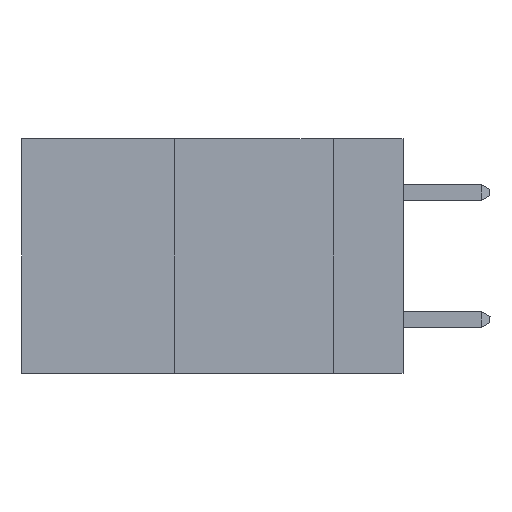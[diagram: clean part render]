
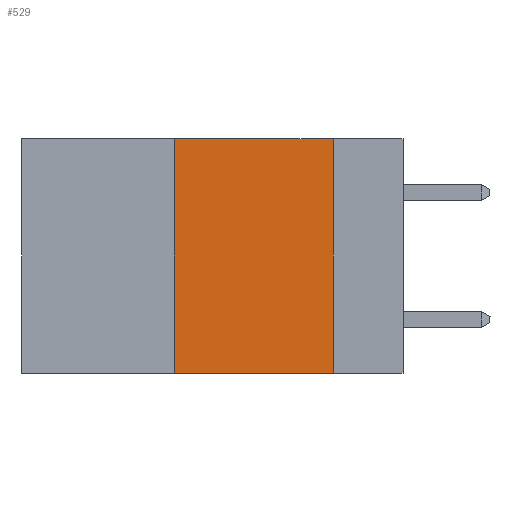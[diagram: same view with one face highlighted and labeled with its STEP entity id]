
A CAD part, left-side view. The second image highlights one B-rep face of the part: STEP entity #529.
In plain terms, the highlighted planar face has unit normal (-1, 0, 0).
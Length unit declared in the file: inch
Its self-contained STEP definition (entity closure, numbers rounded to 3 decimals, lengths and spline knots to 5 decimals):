
#529 = ADVANCED_FACE ( 'NONE', ( #9885 ), #1174, .F. ) ;
#884 = CARTESIAN_POINT ( 'NONE',  ( 0., 0.6, -0.37 ) ) ;
#1174 = PLANE ( 'NONE',  #6872 ) ;
#2162 = LINE ( 'NONE', #10574, #22160 ) ;
#2923 = EDGE_LOOP ( 'NONE', ( #4376, #10753, #4224, #5093 ) ) ;
#3214 = CARTESIAN_POINT ( 'NONE',  ( 0., 0.36, -0.37 ) ) ;
#4110 = VERTEX_POINT ( 'NONE', #18654 ) ;
#4224 = ORIENTED_EDGE ( 'NONE', *, *, #20757, .F. ) ;
#4376 = ORIENTED_EDGE ( 'NONE', *, *, #22242, .F. ) ;
#5093 = ORIENTED_EDGE ( 'NONE', *, *, #13666, .T. ) ;
#6315 = DIRECTION ( 'NONE',  ( 1., 0., 0. ) ) ;
#6872 = AXIS2_PLACEMENT_3D ( 'NONE', #18583, #6315, #9939 ) ;
#8827 = LINE ( 'NONE', #15777, #15396 ) ;
#9146 = LINE ( 'NONE', #884, #22564 ) ;
#9717 = LINE ( 'NONE', #18120, #17890 ) ;
#9885 = FACE_OUTER_BOUND ( 'NONE', #2923, .T. ) ;
#9939 = DIRECTION ( 'NONE',  ( 0., 0., -1. ) ) ;
#10574 = CARTESIAN_POINT ( 'NONE',  ( 0., 0.36, 0. ) ) ;
#10753 = ORIENTED_EDGE ( 'NONE', *, *, #17756, .F. ) ;
#11662 = VERTEX_POINT ( 'NONE', #14612 ) ;
#12223 = CARTESIAN_POINT ( 'NONE',  ( 0., 0.11, 0. ) ) ;
#13666 = EDGE_CURVE ( 'NONE', #18316, #4110, #9146, .T. ) ;
#14612 = CARTESIAN_POINT ( 'NONE',  ( 0., 0.36, 0. ) ) ;
#15396 = VECTOR ( 'NONE', #16610, 39.37008 ) ;
#15777 = CARTESIAN_POINT ( 'NONE',  ( 0., 0.11, 0. ) ) ;
#16168 = DIRECTION ( 'NONE',  ( 0., 0., 1. ) ) ;
#16610 = DIRECTION ( 'NONE',  ( 0., 0., -1. ) ) ;
#17756 = EDGE_CURVE ( 'NONE', #11662, #21259, #9717, .T. ) ;
#17890 = VECTOR ( 'NONE', #19793, 39.37008 ) ;
#18120 = CARTESIAN_POINT ( 'NONE',  ( 0., 0.6, 0. ) ) ;
#18316 = VERTEX_POINT ( 'NONE', #3214 ) ;
#18583 = CARTESIAN_POINT ( 'NONE',  ( 0., 0.6, 0. ) ) ;
#18654 = CARTESIAN_POINT ( 'NONE',  ( 0., 0.11, -0.37 ) ) ;
#19793 = DIRECTION ( 'NONE',  ( 0., -1., 0. ) ) ;
#19947 = DIRECTION ( 'NONE',  ( 0., -1., 0. ) ) ;
#20757 = EDGE_CURVE ( 'NONE', #18316, #11662, #2162, .T. ) ;
#21259 = VERTEX_POINT ( 'NONE', #12223 ) ;
#22160 = VECTOR ( 'NONE', #16168, 39.37008 ) ;
#22242 = EDGE_CURVE ( 'NONE', #21259, #4110, #8827, .T. ) ;
#22564 = VECTOR ( 'NONE', #19947, 39.37008 ) ;
